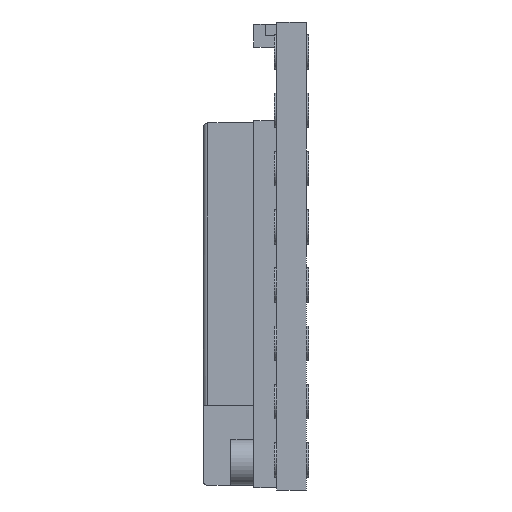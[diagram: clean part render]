
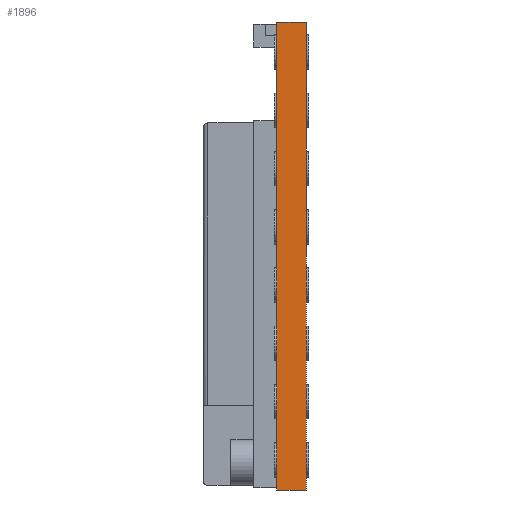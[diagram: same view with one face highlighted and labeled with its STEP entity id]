
A CAD part, left-side view. The second image highlights one B-rep face of the part: STEP entity #1896.
In plain terms, the highlighted planar face has unit normal (-1, 0, 0).
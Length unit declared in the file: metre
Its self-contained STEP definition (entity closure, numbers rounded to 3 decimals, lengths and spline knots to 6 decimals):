
#68 = VECTOR ( 'NONE', #3976, 1. ) ;
#550 = DIRECTION ( 'NONE',  ( 1., 0., 0. ) ) ;
#1164 = CARTESIAN_POINT ( 'NONE',  ( -0.01395, 0.0013, -0.0102 ) ) ;
#1203 = LINE ( 'NONE', #6278, #68 ) ;
#1882 = FACE_OUTER_BOUND ( 'NONE', #2884, .T. ) ;
#1896 = ADVANCED_FACE ( 'NONE', ( #1882 ), #2705, .F. ) ;
#2124 = DIRECTION ( 'NONE',  ( 0., 0., 1. ) ) ;
#2134 = ORIENTED_EDGE ( 'NONE', *, *, #7160, .T. ) ;
#2386 = DIRECTION ( 'NONE',  ( 0., -1., 0. ) ) ;
#2421 = VERTEX_POINT ( 'NONE', #5132 ) ;
#2596 = AXIS2_PLACEMENT_3D ( 'NONE', #3289, #550, #4473 ) ;
#2704 = EDGE_CURVE ( 'NONE', #5049, #6282, #7282, .T. ) ;
#2705 = PLANE ( 'NONE',  #2596 ) ;
#2884 = EDGE_LOOP ( 'NONE', ( #3949, #3265, #3583, #2134 ) ) ;
#2967 = VECTOR ( 'NONE', #2386, 1. ) ;
#3229 = DIRECTION ( 'NONE',  ( 0., 0., 1. ) ) ;
#3265 = ORIENTED_EDGE ( 'NONE', *, *, #5647, .F. ) ;
#3289 = CARTESIAN_POINT ( 'NONE',  ( -0.01395, 0.0013, 0.0102 ) ) ;
#3583 = ORIENTED_EDGE ( 'NONE', *, *, #2704, .F. ) ;
#3632 = VECTOR ( 'NONE', #2124, 1. ) ;
#3733 = CARTESIAN_POINT ( 'NONE',  ( -0.01395, 0.0013, 0.0102 ) ) ;
#3949 = ORIENTED_EDGE ( 'NONE', *, *, #4417, .T. ) ;
#3976 = DIRECTION ( 'NONE',  ( 0., -1., 0. ) ) ;
#4124 = VERTEX_POINT ( 'NONE', #7126 ) ;
#4417 = EDGE_CURVE ( 'NONE', #2421, #4124, #7184, .T. ) ;
#4473 = DIRECTION ( 'NONE',  ( 0., 0., -1. ) ) ;
#4811 = CARTESIAN_POINT ( 'NONE',  ( -0.01395, 0., 0.0102 ) ) ;
#5049 = VERTEX_POINT ( 'NONE', #6719 ) ;
#5132 = CARTESIAN_POINT ( 'NONE',  ( -0.01395, 0., -0.0102 ) ) ;
#5647 = EDGE_CURVE ( 'NONE', #6282, #4124, #1203, .T. ) ;
#6010 = LINE ( 'NONE', #1164, #2967 ) ;
#6224 = VECTOR ( 'NONE', #3229, 1. ) ;
#6278 = CARTESIAN_POINT ( 'NONE',  ( -0.01395, 0.0013, 0.0102 ) ) ;
#6282 = VERTEX_POINT ( 'NONE', #6793 ) ;
#6719 = CARTESIAN_POINT ( 'NONE',  ( -0.01395, 0.0013, -0.0102 ) ) ;
#6793 = CARTESIAN_POINT ( 'NONE',  ( -0.01395, 0.0013, 0.0102 ) ) ;
#7126 = CARTESIAN_POINT ( 'NONE',  ( -0.01395, 0., 0.0102 ) ) ;
#7160 = EDGE_CURVE ( 'NONE', #5049, #2421, #6010, .T. ) ;
#7184 = LINE ( 'NONE', #4811, #6224 ) ;
#7282 = LINE ( 'NONE', #3733, #3632 ) ;
